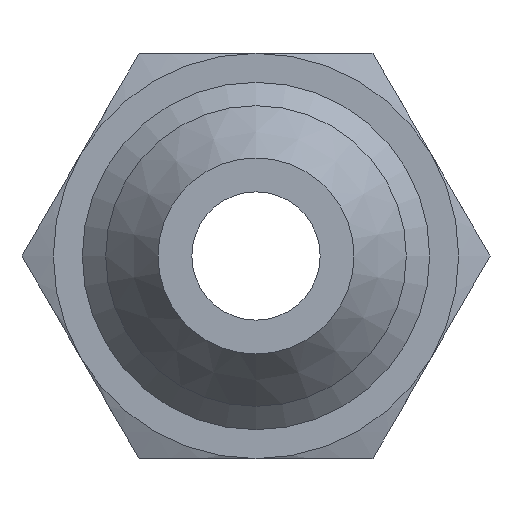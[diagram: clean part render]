
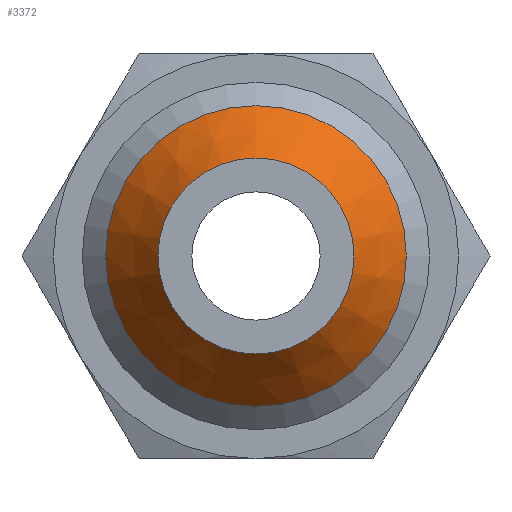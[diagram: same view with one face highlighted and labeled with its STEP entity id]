
A CAD part, left-side view. The second image highlights one B-rep face of the part: STEP entity #3372.
In plain terms, the highlighted conical face has half-angle 37 degrees and reference radius 25.4 mm.
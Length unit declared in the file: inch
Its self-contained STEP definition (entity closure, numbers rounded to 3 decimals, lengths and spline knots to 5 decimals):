
#3345=CARTESIAN_POINT('',(0.39137,0.,0.));
#3346=DIRECTION('',(1.0,0.0,0.0));
#3347=DIRECTION('',(0.0,0.0,-1.0));
#3348=AXIS2_PLACEMENT_3D('',#3345,#3346,#3347);
#3349=CONICAL_SURFACE('',#3348,1.0,37.);
#3350=CARTESIAN_POINT('',(-0.655,0.,0.2115));
#3351=VERTEX_POINT('',#3350);
#3352=CARTESIAN_POINT('',(-0.655,0.,0.));
#3353=DIRECTION('',(1.0,0.0,0.0));
#3354=DIRECTION('',(0.0,0.0,-1.0));
#3355=AXIS2_PLACEMENT_3D('',#3352,#3353,#3354);
#3356=CIRCLE('',#3355,0.2115);
#3357=EDGE_CURVE('',#3351,#3351,#3356,.T.);
#3358=ORIENTED_EDGE('',*,*,#3357,.T.);
#3359=EDGE_LOOP('',(#3358));
#3360=FACE_OUTER_BOUND('',#3359,.T.);
#3361=CARTESIAN_POINT('',(-0.50504,0.,0.3245));
#3362=VERTEX_POINT('',#3361);
#3363=CARTESIAN_POINT('',(-0.50504,0.,0.));
#3364=DIRECTION('',(-1.0,0.0,0.0));
#3365=DIRECTION('',(0.0,0.0,-1.0));
#3366=AXIS2_PLACEMENT_3D('',#3363,#3364,#3365);
#3367=CIRCLE('',#3366,0.3245);
#3368=EDGE_CURVE('',#3362,#3362,#3367,.T.);
#3369=ORIENTED_EDGE('',*,*,#3368,.T.);
#3370=EDGE_LOOP('',(#3369));
#3371=FACE_BOUND('',#3370,.T.);
#3372=ADVANCED_FACE('',(#3360,#3371),#3349,.T.);
